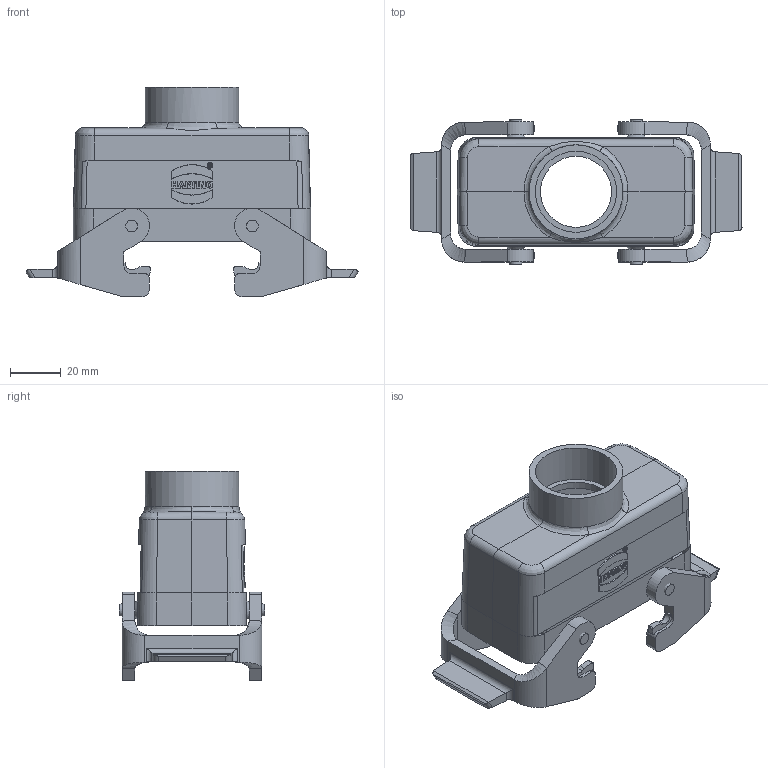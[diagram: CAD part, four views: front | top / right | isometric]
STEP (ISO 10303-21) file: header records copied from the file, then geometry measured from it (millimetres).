
FILE_DESCRIPTION(/* description */ (''),/* implementation_level */ '2;1');
FILE_NAME(/* name */ '100103255ugm000_d.stp',/* time_stamp */ '2020-01-09T11:03:38+01:00',/* author */ (''),/* organization */ (''),/* preprocessor_version */ 'ST-DEVELOPER v16.7',/* originating_system */ 'SIEMENS PLM Software NX 12.0',/* authorisation */ '');
FILE_SCHEMA (('AUTOMOTIVE_DESIGN { 1 0 10303 214 3 1 1 1 }'));
Length unit declared in the file: millimetre
Products named in the file (1): 100103255ugm000_d
Bounding box: 130.9 x 57.2 x 82.8 mm (x, y, z)
Volume: 71107.8 mm3; surface area: 45375.1 mm2
Topology: 3 solids, 3 shells, 415 faces, 1084 edges, 689 vertices
Faces by surface type: plane 232, cylinder 115, bspline 50, cone 14, torus 4
Full cylindrical faces by diameter (mm): 3 x4, 28 x1, 32 x1, 37 x1
Entity records: 15772 total; most frequent: CARTESIAN_POINT 4871, ORIENTED_EDGE 2076, DIRECTION 1949, EDGE_CURVE 1038, VERTEX_POINT 679, LINE 659, VECTOR 659, AXIS2_PLACEMENT_3D 645
